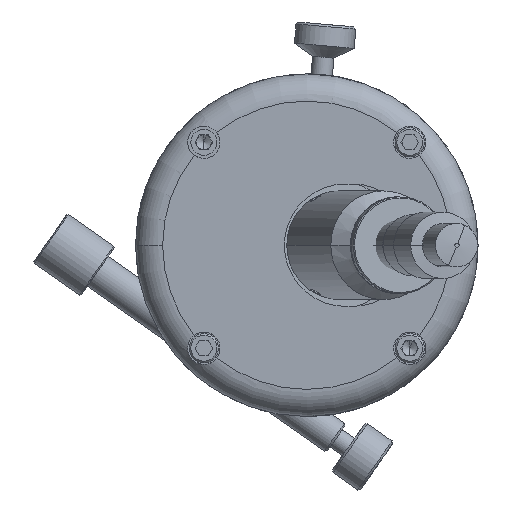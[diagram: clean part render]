
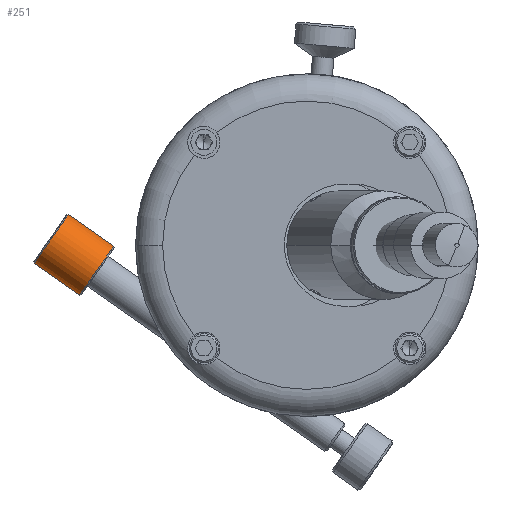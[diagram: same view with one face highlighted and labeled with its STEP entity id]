
A CAD part, left-side view. The second image highlights one B-rep face of the part: STEP entity #251.
In plain terms, the highlighted cylindrical face has radius 7 mm (diameter 14 mm), a partial arc.
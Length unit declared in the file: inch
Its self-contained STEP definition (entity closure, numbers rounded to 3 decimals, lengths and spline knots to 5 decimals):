
#251 = ADVANCED_FACE ( 'NONE', ( #13058 ), #13059, .T. ) ;
#2550 = EDGE_CURVE ( 'NONE', #23410, #23408, #16774, .T. ) ;
#2553 = EDGE_CURVE ( 'NONE', #23411, #23409, #16772, .T. ) ;
#2554 = EDGE_CURVE ( 'NONE', #23410, #23411, #16783, .T. ) ;
#2569 = EDGE_CURVE ( 'NONE', #23408, #23409, #16803, .T. ) ;
#3536 = AXIS2_PLACEMENT_3D ( 'NONE', #9039, #9030, #9029 ) ;
#4503 = ORIENTED_EDGE ( 'NONE', *, *, #2554, .T. ) ;
#4504 = ORIENTED_EDGE ( 'NONE', *, *, #2553, .T. ) ;
#4505 = ORIENTED_EDGE ( 'NONE', *, *, #2569, .F. ) ;
#4506 = ORIENTED_EDGE ( 'NONE', *, *, #2550, .F. ) ;
#9029 = DIRECTION ( 'NONE',  ( 0., -0.574, 0.819 ) ) ;
#9030 = DIRECTION ( 'NONE',  ( 0., -0.819, -0.574 ) ) ;
#9039 = CARTESIAN_POINT ( 'NONE',  ( -1.90446, 0.20361, -1.44348 ) ) ;
#12394 = CARTESIAN_POINT ( 'NONE',  ( -1.90446, 0.04554, -1.21772 ) ) ;
#12400 = DIRECTION ( 'NONE',  ( 0., -0.819, -0.574 ) ) ;
#12401 = CARTESIAN_POINT ( 'NONE',  ( -1.90446, 0.36168, -1.66923 ) ) ;
#12405 = DIRECTION ( 'NONE',  ( 0., -0.819, -0.574 ) ) ;
#12406 = CARTESIAN_POINT ( 'NONE',  ( -1.90446, 2.34803, 0.05806 ) ) ;
#12408 = DIRECTION ( 'NONE',  ( 0., -0.819, -0.574 ) ) ;
#12409 = DIRECTION ( 'NONE',  ( 0., -0.574, 0.819 ) ) ;
#12477 = CARTESIAN_POINT ( 'NONE',  ( -1.90446, 1.932, -0.23324 ) ) ;
#12479 = DIRECTION ( 'NONE',  ( 0., -0.819, -0.574 ) ) ;
#12480 = DIRECTION ( 'NONE',  ( 0., -0.574, 0.819 ) ) ;
#13058 = FACE_OUTER_BOUND ( 'NONE', #15917, .T. ) ;
#13059 = CYLINDRICAL_SURFACE ( 'NONE', #3536, 0.27559 ) ;
#15917 = EDGE_LOOP ( 'NONE', ( #4503, #4504, #4505, #4506 ) ) ;
#16763 = VECTOR ( 'NONE', #12400, 39.37008 ) ;
#16772 = LINE ( 'NONE', #12401, #16780 ) ;
#16774 = LINE ( 'NONE', #12394, #16763 ) ;
#16780 = VECTOR ( 'NONE', #12405, 39.37008 ) ;
#16783 = CIRCLE ( 'NONE', #21091, 0.27559 ) ;
#16803 = CIRCLE ( 'NONE', #21100, 0.27559 ) ;
#19581 = CARTESIAN_POINT ( 'NONE',  ( -1.90446, 1.77393, -0.00749 ) ) ;
#19582 = CARTESIAN_POINT ( 'NONE',  ( -1.90446, 2.09007, -0.45899 ) ) ;
#19583 = CARTESIAN_POINT ( 'NONE',  ( -1.90446, 2.18995, 0.28381 ) ) ;
#19584 = CARTESIAN_POINT ( 'NONE',  ( -1.90446, 2.5061, -0.16769 ) ) ;
#21091 = AXIS2_PLACEMENT_3D ( 'NONE', #12406, #12408, #12409 ) ;
#21100 = AXIS2_PLACEMENT_3D ( 'NONE', #12477, #12479, #12480 ) ;
#23408 = VERTEX_POINT ( 'NONE', #19581 ) ;
#23409 = VERTEX_POINT ( 'NONE', #19582 ) ;
#23410 = VERTEX_POINT ( 'NONE', #19583 ) ;
#23411 = VERTEX_POINT ( 'NONE', #19584 ) ;
